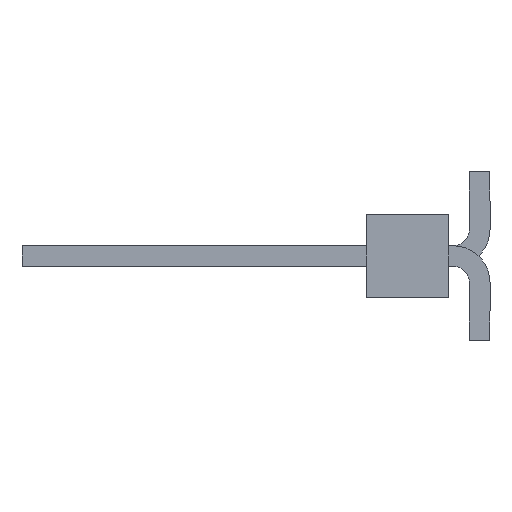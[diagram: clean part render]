
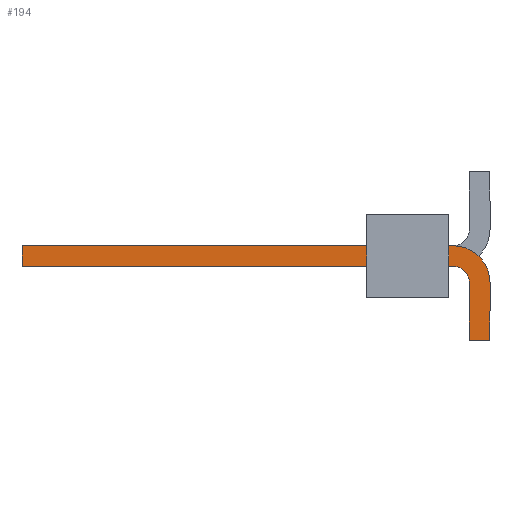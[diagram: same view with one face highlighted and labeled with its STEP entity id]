
A CAD part, left-side view. The second image highlights one B-rep face of the part: STEP entity #194.
In plain terms, the highlighted planar face has unit normal (-1, 0, 0).
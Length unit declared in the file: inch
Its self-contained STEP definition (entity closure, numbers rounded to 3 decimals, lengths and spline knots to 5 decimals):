
#194 = ADVANCED_FACE( '', ( #450 ), #451, .F. );
#450 = FACE_OUTER_BOUND( '', #788, .T. );
#451 = PLANE( '', #789 );
#788 = EDGE_LOOP( '', ( #1178, #1179, #1180, #1181, #1182, #1183, #1184, #1185, #1186, #1187, #1188, #1189, #1190, #1191, #1192, #1193 ) );
#789 = AXIS2_PLACEMENT_3D( '', #1194, #1195, #1196 );
#1178 = ORIENTED_EDGE( '', *, *, #2134, .F. );
#1179 = ORIENTED_EDGE( '', *, *, #2135, .T. );
#1180 = ORIENTED_EDGE( '', *, *, #2136, .F. );
#1181 = ORIENTED_EDGE( '', *, *, #2137, .F. );
#1182 = ORIENTED_EDGE( '', *, *, #2138, .F. );
#1183 = ORIENTED_EDGE( '', *, *, #2139, .F. );
#1184 = ORIENTED_EDGE( '', *, *, #2140, .F. );
#1185 = ORIENTED_EDGE( '', *, *, #2141, .F. );
#1186 = ORIENTED_EDGE( '', *, *, #2088, .F. );
#1187 = ORIENTED_EDGE( '', *, *, #2142, .F. );
#1188 = ORIENTED_EDGE( '', *, *, #2143, .F. );
#1189 = ORIENTED_EDGE( '', *, *, #2144, .F. );
#1190 = ORIENTED_EDGE( '', *, *, #2145, .F. );
#1191 = ORIENTED_EDGE( '', *, *, #2146, .T. );
#1192 = ORIENTED_EDGE( '', *, *, #2079, .F. );
#1193 = ORIENTED_EDGE( '', *, *, #2147, .F. );
#1194 = CARTESIAN_POINT( '', ( -0.1625, 0., 0. ) );
#1195 = DIRECTION( '', ( 1., 0., 0. ) );
#1196 = DIRECTION( '', ( 0., 0., -1. ) );
#2079 = EDGE_CURVE( '', #2477, #2473, #2479, .T. );
#2088 = EDGE_CURVE( '', #2493, #2495, #2496, .T. );
#2134 = EDGE_CURVE( '', #2576, #2577, #2578, .T. );
#2135 = EDGE_CURVE( '', #2576, #2579, #2580, .F. );
#2136 = EDGE_CURVE( '', #2581, #2579, #2582, .T. );
#2137 = EDGE_CURVE( '', #2583, #2581, #2584, .T. );
#2138 = EDGE_CURVE( '', #2585, #2583, #2586, .T. );
#2139 = EDGE_CURVE( '', #2587, #2585, #2588, .T. );
#2140 = EDGE_CURVE( '', #2589, #2587, #2590, .T. );
#2141 = EDGE_CURVE( '', #2495, #2589, #2591, .T. );
#2142 = EDGE_CURVE( '', #2592, #2493, #2593, .T. );
#2143 = EDGE_CURVE( '', #2594, #2592, #2595, .T. );
#2144 = EDGE_CURVE( '', #2596, #2594, #2597, .T. );
#2145 = EDGE_CURVE( '', #2598, #2596, #2599, .T. );
#2146 = EDGE_CURVE( '', #2598, #2473, #2600, .T. );
#2147 = EDGE_CURVE( '', #2577, #2477, #2601, .T. );
#2473 = VERTEX_POINT( '', #3061 );
#2477 = VERTEX_POINT( '', #3067 );
#2479 = LINE( '', #3070, #3071 );
#2493 = VERTEX_POINT( '', #3090 );
#2495 = VERTEX_POINT( '', #3093 );
#2496 = LINE( '', #3094, #3095 );
#2576 = VERTEX_POINT( '', #3207 );
#2577 = VERTEX_POINT( '', #3208 );
#2578 = LINE( '', #3209, #3210 );
#2579 = VERTEX_POINT( '', #3211 );
#2580 = CIRCLE( '', #3212, 0.045 );
#2581 = VERTEX_POINT( '', #3213 );
#2582 = LINE( '', #3214, #3215 );
#2583 = VERTEX_POINT( '', #3216 );
#2584 = LINE( '', #3217, #3218 );
#2585 = VERTEX_POINT( '', #3219 );
#2586 = LINE( '', #3220, #3221 );
#2587 = VERTEX_POINT( '', #3222 );
#2588 = LINE( '', #3223, #3224 );
#2589 = VERTEX_POINT( '', #3225 );
#2590 = LINE( '', #3226, #3227 );
#2591 = LINE( '', #3228, #3229 );
#2592 = VERTEX_POINT( '', #3230 );
#2593 = LINE( '', #3231, #3232 );
#2594 = VERTEX_POINT( '', #3233 );
#2595 = LINE( '', #3234, #3235 );
#2596 = VERTEX_POINT( '', #3236 );
#2597 = LINE( '', #3237, #3238 );
#2598 = VERTEX_POINT( '', #3239 );
#2599 = LINE( '', #3240, #3241 );
#2600 = CIRCLE( '', #3242, 0.02 );
#2601 = LINE( '', #3243, #3244 );
#3061 = CARTESIAN_POINT( '', ( -0.1625, 0.025, -0.0325 ) );
#3067 = CARTESIAN_POINT( '', ( -0.1625, 0.025, -0.1025 ) );
#3070 = CARTESIAN_POINT( '', ( -0.1625, 0.025, -0.1025 ) );
#3071 = VECTOR( '', #3909, 39.37008 );
#3090 = CARTESIAN_POINT( '', ( -0.1625, 0.105, -0.0125 ) );
#3093 = CARTESIAN_POINT( '', ( -0.1625, 0.57, -0.0125 ) );
#3094 = CARTESIAN_POINT( '', ( -0.1625, 0.045, -0.0125 ) );
#3095 = VECTOR( '', #3916, 39.37008 );
#3207 = CARTESIAN_POINT( '', ( -0.1625, 0., -0.0325 ) );
#3208 = CARTESIAN_POINT( '', ( -0.1625, 0., -0.1025 ) );
#3209 = CARTESIAN_POINT( '', ( -0.1625, 0., 0.1025 ) );
#3210 = VECTOR( '', #3961, 39.37008 );
#3211 = CARTESIAN_POINT( '', ( -0.1625, 0.045, 0.0125 ) );
#3212 = AXIS2_PLACEMENT_3D( '', #3962, #3963, #3964 );
#3213 = CARTESIAN_POINT( '', ( -0.1625, 0.1, 0.0125 ) );
#3214 = CARTESIAN_POINT( '', ( -0.1625, 0.57, 0.0125 ) );
#3215 = VECTOR( '', #3965, 39.37008 );
#3216 = CARTESIAN_POINT( '', ( -0.1625, 0.1, 0.0145 ) );
#3217 = CARTESIAN_POINT( '', ( -0.1625, 0.1, 0.0145 ) );
#3218 = VECTOR( '', #3966, 39.37008 );
#3219 = CARTESIAN_POINT( '', ( -0.1625, 0.105, 0.0145 ) );
#3220 = CARTESIAN_POINT( '', ( -0.1625, 0.105, 0.0145 ) );
#3221 = VECTOR( '', #3967, 39.37008 );
#3222 = CARTESIAN_POINT( '', ( -0.1625, 0.105, 0.0125 ) );
#3223 = CARTESIAN_POINT( '', ( -0.1625, 0.105, -0.0145 ) );
#3224 = VECTOR( '', #3968, 39.37008 );
#3225 = CARTESIAN_POINT( '', ( -0.1625, 0.57, 0.0125 ) );
#3226 = CARTESIAN_POINT( '', ( -0.1625, 0.57, 0.0125 ) );
#3227 = VECTOR( '', #3969, 39.37008 );
#3228 = CARTESIAN_POINT( '', ( -0.1625, 0.57, -0.0125 ) );
#3229 = VECTOR( '', #3970, 39.37008 );
#3230 = CARTESIAN_POINT( '', ( -0.1625, 0.105, -0.0145 ) );
#3231 = CARTESIAN_POINT( '', ( -0.1625, 0.105, -0.0145 ) );
#3232 = VECTOR( '', #3971, 39.37008 );
#3233 = CARTESIAN_POINT( '', ( -0.1625, 0.1, -0.0145 ) );
#3234 = CARTESIAN_POINT( '', ( -0.1625, 0.1, -0.0145 ) );
#3235 = VECTOR( '', #3972, 39.37008 );
#3236 = CARTESIAN_POINT( '', ( -0.1625, 0.1, -0.0125 ) );
#3237 = CARTESIAN_POINT( '', ( -0.1625, 0.1, 0.0145 ) );
#3238 = VECTOR( '', #3973, 39.37008 );
#3239 = CARTESIAN_POINT( '', ( -0.1625, 0.045, -0.0125 ) );
#3240 = CARTESIAN_POINT( '', ( -0.1625, 0.045, -0.0125 ) );
#3241 = VECTOR( '', #3974, 39.37008 );
#3242 = AXIS2_PLACEMENT_3D( '', #3975, #3976, #3977 );
#3243 = CARTESIAN_POINT( '', ( -0.1625, 0., -0.1025 ) );
#3244 = VECTOR( '', #3978, 39.37008 );
#3909 = DIRECTION( '', ( 0., 0., 1. ) );
#3916 = DIRECTION( '', ( 0., 1., 0. ) );
#3961 = DIRECTION( '', ( 0., 0., -1. ) );
#3962 = CARTESIAN_POINT( '', ( -0.1625, 0.045, -0.0325 ) );
#3963 = DIRECTION( '', ( 1., 0., 0. ) );
#3964 = DIRECTION( '', ( 0., 0., -1. ) );
#3965 = DIRECTION( '', ( 0., -1., 0. ) );
#3966 = DIRECTION( '', ( 0., 0., -1. ) );
#3967 = DIRECTION( '', ( 0., -1., 0. ) );
#3968 = DIRECTION( '', ( 0., 0., 1. ) );
#3969 = DIRECTION( '', ( 0., -1., 0. ) );
#3970 = DIRECTION( '', ( 0., 0., 1. ) );
#3971 = DIRECTION( '', ( 0., 0., 1. ) );
#3972 = DIRECTION( '', ( 0., 1., 0. ) );
#3973 = DIRECTION( '', ( 0., 0., -1. ) );
#3974 = DIRECTION( '', ( 0., 1., 0. ) );
#3975 = CARTESIAN_POINT( '', ( -0.1625, 0.045, -0.0325 ) );
#3976 = DIRECTION( '', ( 1., 0., 0. ) );
#3977 = DIRECTION( '', ( 0., 0., -1. ) );
#3978 = DIRECTION( '', ( 0., 1., 0. ) );
